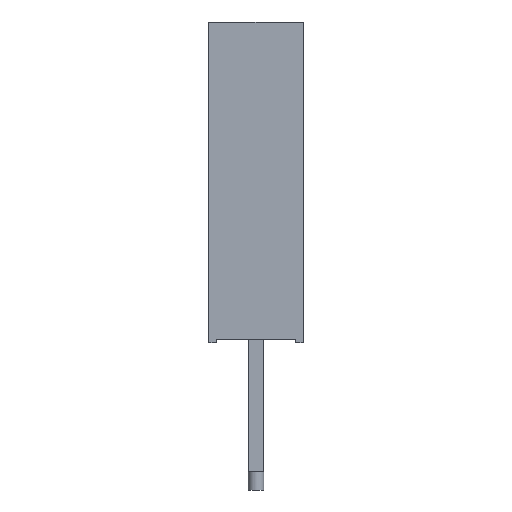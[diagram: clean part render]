
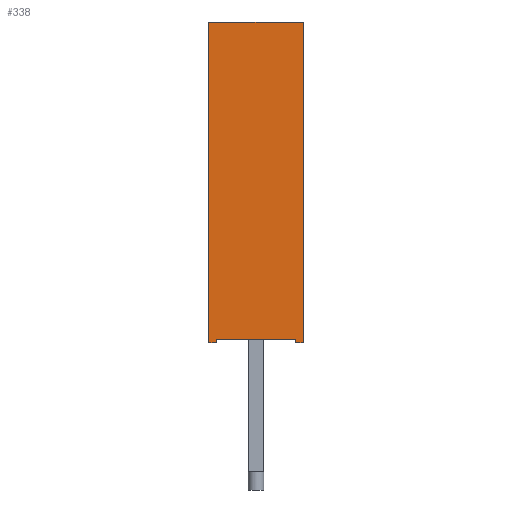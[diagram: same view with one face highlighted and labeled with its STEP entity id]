
A CAD part, left-side view. The second image highlights one B-rep face of the part: STEP entity #338.
In plain terms, the highlighted planar face has unit normal (-1, 0, 0).
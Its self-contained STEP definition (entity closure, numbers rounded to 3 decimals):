
#338=ADVANCED_FACE('',(#563),#565,.T.);
#563=FACE_BOUND('',#564,.T.);
#564=EDGE_LOOP('',(#729,#730,#731,#732,#733,#734,#735,#736));
#565=PLANE('',#566);
#566=AXIS2_PLACEMENT_3D('',#567,#568,#569);
#567=CARTESIAN_POINT('',(0.,2.5,0.));
#568=DIRECTION('',(-1.,0.,0.));
#569=DIRECTION('',(0.,-1.,0.));
#729=ORIENTED_EDGE('',*,*,#832,.T.);
#730=ORIENTED_EDGE('',*,*,#821,.T.);
#731=ORIENTED_EDGE('',*,*,#831,.T.);
#732=ORIENTED_EDGE('',*,*,#833,.T.);
#733=ORIENTED_EDGE('',*,*,#834,.T.);
#734=ORIENTED_EDGE('',*,*,#835,.F.);
#735=ORIENTED_EDGE('',*,*,#836,.F.);
#736=ORIENTED_EDGE('',*,*,#837,.T.);
#821=EDGE_CURVE('',#898,#896,#899,.T.);
#831=EDGE_CURVE('',#896,#914,#916,.F.);
#832=EDGE_CURVE('',#917,#898,#918,.F.);
#833=EDGE_CURVE('',#914,#919,#920,.T.);
#834=EDGE_CURVE('',#919,#921,#922,.T.);
#835=EDGE_CURVE('',#923,#921,#924,.T.);
#836=EDGE_CURVE('',#925,#923,#926,.T.);
#837=EDGE_CURVE('',#925,#917,#927,.T.);
#896=VERTEX_POINT('',#1040);
#898=VERTEX_POINT('',#1044);
#899=LINE('',#1045,#1046);
#914=VERTEX_POINT('',#1078);
#916=LINE('',#1082,#1083);
#917=VERTEX_POINT('',#1085);
#918=LINE('',#1086,#1087);
#919=VERTEX_POINT('',#1089);
#920=LINE('',#1090,#1091);
#921=VERTEX_POINT('',#1093);
#922=LINE('',#1094,#1095);
#923=VERTEX_POINT('',#1097);
#924=LINE('',#1098,#1099);
#925=VERTEX_POINT('',#1101);
#926=LINE('',#1102,#1103);
#927=LINE('',#1105,#1106);
#1040=CARTESIAN_POINT('',(0.,0.2,0.1));
#1044=CARTESIAN_POINT('',(0.,2.3,0.1));
#1045=CARTESIAN_POINT('',(0.,2.3,0.1));
#1046=VECTOR('',#1047,1.);
#1047=DIRECTION('',(0.,-1.,0.));
#1078=CARTESIAN_POINT('',(0.,0.2,0.));
#1082=CARTESIAN_POINT('',(0.,0.2,0.));
#1083=VECTOR('',#1084,1.);
#1084=DIRECTION('',(0.,0.,1.));
#1085=CARTESIAN_POINT('',(0.,2.3,0.));
#1086=CARTESIAN_POINT('',(0.,2.3,0.1));
#1087=VECTOR('',#1088,1.);
#1088=DIRECTION('',(0.,0.,-1.));
#1089=CARTESIAN_POINT('',(0.,0.,0.));
#1090=CARTESIAN_POINT('',(0.,0.2,0.));
#1091=VECTOR('',#1092,1.);
#1092=DIRECTION('',(0.,-1.,0.));
#1093=CARTESIAN_POINT('',(0.,0.,8.5));
#1094=CARTESIAN_POINT('',(0.,0.,0.));
#1095=VECTOR('',#1096,1.);
#1096=DIRECTION('',(0.,0.,1.));
#1097=CARTESIAN_POINT('',(0.,2.5,8.5));
#1098=CARTESIAN_POINT('',(0.,2.5,8.5));
#1099=VECTOR('',#1100,1.);
#1100=DIRECTION('',(0.,-1.,0.));
#1101=CARTESIAN_POINT('',(0.,2.5,0.));
#1102=CARTESIAN_POINT('',(0.,2.5,0.));
#1103=VECTOR('',#1104,1.);
#1104=DIRECTION('',(0.,0.,1.));
#1105=CARTESIAN_POINT('',(0.,2.5,0.));
#1106=VECTOR('',#1107,1.);
#1107=DIRECTION('',(0.,-1.,0.));
